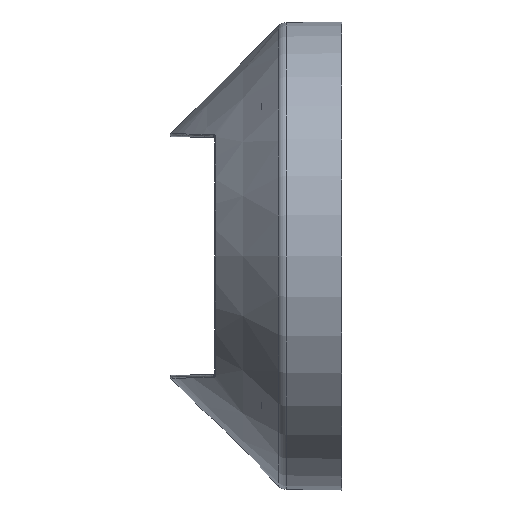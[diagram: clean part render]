
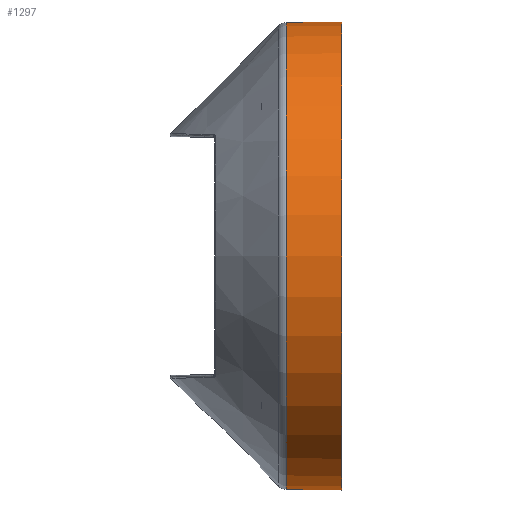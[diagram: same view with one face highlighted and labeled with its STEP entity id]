
A CAD part, left-side view. The second image highlights one B-rep face of the part: STEP entity #1297.
In plain terms, the highlighted conical face has half-angle 0.5 degrees and reference radius 64.5 mm.
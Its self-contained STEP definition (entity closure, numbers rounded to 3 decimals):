
#296 = ORIENTED_EDGE ( 'NONE', *, *, #884, .T. ) ;
#298 = ORIENTED_EDGE ( 'NONE', *, *, #711, .T. ) ;
#305 = ORIENTED_EDGE ( 'NONE', *, *, #883, .F. ) ;
#335 = ORIENTED_EDGE ( 'NONE', *, *, #709, .F. ) ;
#709 = EDGE_CURVE ( 'NONE', #1908, #1906, #4007, .T. ) ;
#711 = EDGE_CURVE ( 'NONE', #1903, #1901, #4008, .T. ) ;
#883 = EDGE_CURVE ( 'NONE', #1906, #1901, #11248, .T. ) ;
#884 = EDGE_CURVE ( 'NONE', #1908, #1903, #11224, .T. ) ;
#1297 = ADVANCED_FACE ( 'NONE', ( #4381 ), #8873, .T. ) ;
#1901 = VERTEX_POINT ( 'NONE', #10931 ) ;
#1903 = VERTEX_POINT ( 'NONE', #10933 ) ;
#1906 = VERTEX_POINT ( 'NONE', #10936 ) ;
#1908 = VERTEX_POINT ( 'NONE', #10938 ) ;
#2186 = VECTOR ( 'NONE', #6201, 1000. ) ;
#2193 = VECTOR ( 'NONE', #6194, 1000. ) ;
#3698 = EDGE_LOOP ( 'NONE', ( #335, #296, #298, #305 ) ) ;
#4007 = LINE ( 'NONE', #6192, #2193 ) ;
#4008 = LINE ( 'NONE', #6200, #2186 ) ;
#4381 = FACE_OUTER_BOUND ( 'NONE', #3698, .T. ) ;
#6192 = CARTESIAN_POINT ( 'NONE',  ( 0., 0., 64.5 ) ) ;
#6194 = DIRECTION ( 'NONE',  ( 0., -1., 0.009 ) ) ;
#6200 = CARTESIAN_POINT ( 'NONE',  ( 0., 0., -64.5 ) ) ;
#6201 = DIRECTION ( 'NONE',  ( 0., -1., -0.009 ) ) ;
#7031 = CARTESIAN_POINT ( 'NONE',  ( 0., 0., 0. ) ) ;
#7032 = DIRECTION ( 'NONE',  ( 0., -1., 0. ) ) ;
#7033 = DIRECTION ( 'NONE',  ( 0., 0., -1. ) ) ;
#7034 = CARTESIAN_POINT ( 'NONE',  ( 0., 15.273, 0. ) ) ;
#7035 = DIRECTION ( 'NONE',  ( 0., -1., 0. ) ) ;
#7036 = DIRECTION ( 'NONE',  ( 0., 0., -1. ) ) ;
#8873 = CONICAL_SURFACE ( 'NONE', #8874, 64.5, 0.009 ) ;
#8874 = AXIS2_PLACEMENT_3D ( 'NONE', #10274, #10275, #10276 ) ;
#10274 = CARTESIAN_POINT ( 'NONE',  ( 0., 0., 0. ) ) ;
#10275 = DIRECTION ( 'NONE',  ( 0., -1., 0. ) ) ;
#10276 = DIRECTION ( 'NONE',  ( 0., 0., -1. ) ) ;
#10931 = CARTESIAN_POINT ( 'NONE',  ( 0., 0., -64.5 ) ) ;
#10933 = CARTESIAN_POINT ( 'NONE',  ( 0., 15.273, -64.367 ) ) ;
#10936 = CARTESIAN_POINT ( 'NONE',  ( 0., 0., 64.5 ) ) ;
#10938 = CARTESIAN_POINT ( 'NONE',  ( 0., 15.273, 64.367 ) ) ;
#11182 = AXIS2_PLACEMENT_3D ( 'NONE', #7031, #7032, #7033 ) ;
#11224 = CIRCLE ( 'NONE', #11259, 64.367 ) ;
#11248 = CIRCLE ( 'NONE', #11182, 64.5 ) ;
#11259 = AXIS2_PLACEMENT_3D ( 'NONE', #7034, #7035, #7036 ) ;
